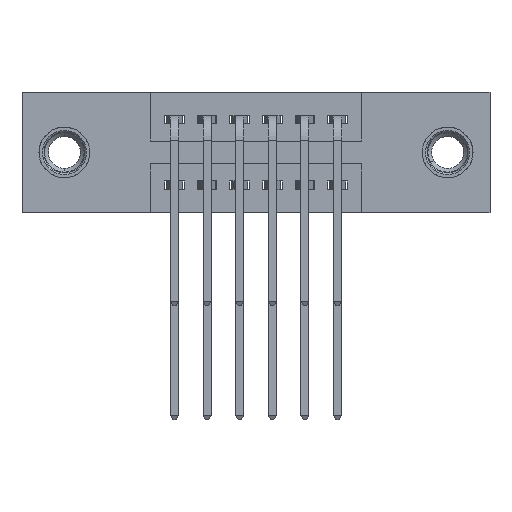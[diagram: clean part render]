
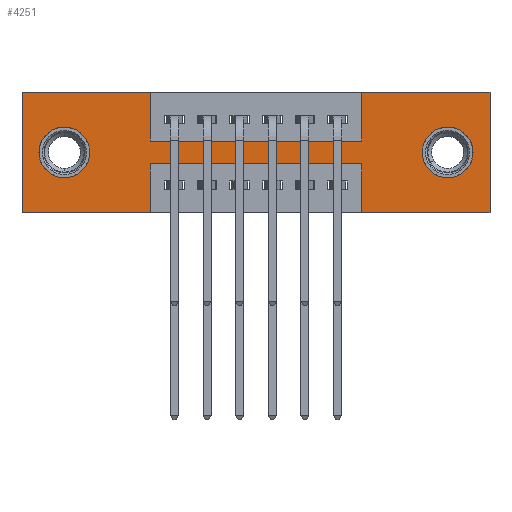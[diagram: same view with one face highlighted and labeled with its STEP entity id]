
A CAD part, front view. The second image highlights one B-rep face of the part: STEP entity #4251.
In plain terms, the highlighted planar face has unit normal (0, -1, 0).
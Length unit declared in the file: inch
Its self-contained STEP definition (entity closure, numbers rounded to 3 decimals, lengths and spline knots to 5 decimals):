
#5 = VECTOR ( 'NONE', #1660, 39.37008 ) ;
#12 = FACE_OUTER_BOUND ( 'NONE', #2853, .T. ) ;
#145 = VECTOR ( 'NONE', #2337, 39.37008 ) ;
#331 = DIRECTION ( 'NONE',  ( 0., 0., -1. ) ) ;
#375 = AXIS2_PLACEMENT_3D ( 'NONE', #2535, #10967, #1568 ) ;
#424 = VERTEX_POINT ( 'NONE', #1438 ) ;
#439 = DIRECTION ( 'NONE',  ( 0., 1., 0. ) ) ;
#546 = EDGE_CURVE ( 'NONE', #7644, #8132, #5783, .T. ) ;
#549 = ORIENTED_EDGE ( 'NONE', *, *, #718, .F. ) ;
#553 = VERTEX_POINT ( 'NONE', #2556 ) ;
#718 = EDGE_CURVE ( 'NONE', #12238, #424, #9541, .T. ) ;
#735 = CARTESIAN_POINT ( 'NONE',  ( 1.0425, 0., 0. ) ) ;
#748 = CARTESIAN_POINT ( 'NONE',  ( 1.0425, 0., 0. ) ) ;
#1197 = CARTESIAN_POINT ( 'NONE',  ( 1.305, 0., -0.107 ) ) ;
#1283 = CARTESIAN_POINT ( 'NONE',  ( 0., 0., 0. ) ) ;
#1417 = VERTEX_POINT ( 'NONE', #5809 ) ;
#1423 = ORIENTED_EDGE ( 'NONE', *, *, #4914, .F. ) ;
#1438 = CARTESIAN_POINT ( 'NONE',  ( 0.3925, 0., -0.22 ) ) ;
#1450 = CARTESIAN_POINT ( 'NONE',  ( 1.435, 0., 0. ) ) ;
#1507 = LINE ( 'NONE', #5960, #11416 ) ;
#1568 = DIRECTION ( 'NONE',  ( 0., 0., 1. ) ) ;
#1660 = DIRECTION ( 'NONE',  ( 0., 0., -1. ) ) ;
#1701 = DIRECTION ( 'NONE',  ( 0., 0., 1. ) ) ;
#1837 = LINE ( 'NONE', #12082, #4957 ) ;
#1903 = EDGE_CURVE ( 'NONE', #553, #6128, #5153, .T. ) ;
#1918 = PLANE ( 'NONE',  #6430 ) ;
#2273 = EDGE_CURVE ( 'NONE', #4328, #4219, #7868, .T. ) ;
#2337 = DIRECTION ( 'NONE',  ( 0., 0., -1. ) ) ;
#2466 = CARTESIAN_POINT ( 'NONE',  ( 0.13, 0., -0.185 ) ) ;
#2475 = CIRCLE ( 'NONE', #2892, 0.078 ) ;
#2535 = CARTESIAN_POINT ( 'NONE',  ( 0.13, 0., -0.185 ) ) ;
#2544 = CARTESIAN_POINT ( 'NONE',  ( 0., 0., -0.37 ) ) ;
#2556 = CARTESIAN_POINT ( 'NONE',  ( 0.13, 0., -0.263 ) ) ;
#2731 = VECTOR ( 'NONE', #6901, 39.37008 ) ;
#2853 = EDGE_LOOP ( 'NONE', ( #7201, #549, #9310, #8998, #1423, #4881, #6711, #5318, #3457, #4401, #7495, #3767 ) ) ;
#2892 = AXIS2_PLACEMENT_3D ( 'NONE', #2466, #7178, #11025 ) ;
#2928 = VERTEX_POINT ( 'NONE', #11558 ) ;
#3081 = DIRECTION ( 'NONE',  ( 0., -1., 0. ) ) ;
#3123 = DIRECTION ( 'NONE',  ( 0., 0., -1. ) ) ;
#3278 = EDGE_CURVE ( 'NONE', #2928, #5745, #5734, .T. ) ;
#3336 = LINE ( 'NONE', #2544, #7967 ) ;
#3457 = ORIENTED_EDGE ( 'NONE', *, *, #10773, .F. ) ;
#3740 = LINE ( 'NONE', #10080, #12285 ) ;
#3755 = ORIENTED_EDGE ( 'NONE', *, *, #3278, .T. ) ;
#3767 = ORIENTED_EDGE ( 'NONE', *, *, #5231, .F. ) ;
#4059 = LINE ( 'NONE', #11123, #8857 ) ;
#4219 = VERTEX_POINT ( 'NONE', #9470 ) ;
#4251 = ADVANCED_FACE ( 'NONE', ( #7375, #6158, #12 ), #1918, .T. ) ;
#4328 = VERTEX_POINT ( 'NONE', #7372 ) ;
#4401 = ORIENTED_EDGE ( 'NONE', *, *, #5780, .F. ) ;
#4522 = DIRECTION ( 'NONE',  ( 0., 0., 1. ) ) ;
#4537 = DIRECTION ( 'NONE',  ( 1., 0., 0. ) ) ;
#4830 = CARTESIAN_POINT ( 'NONE',  ( 1.0425, 0., -0.22 ) ) ;
#4881 = ORIENTED_EDGE ( 'NONE', *, *, #9517, .F. ) ;
#4914 = EDGE_CURVE ( 'NONE', #6934, #7835, #3740, .T. ) ;
#4957 = VECTOR ( 'NONE', #4537, 39.37008 ) ;
#5025 = AXIS2_PLACEMENT_3D ( 'NONE', #9043, #439, #7167 ) ;
#5153 = CIRCLE ( 'NONE', #375, 0.078 ) ;
#5172 = DIRECTION ( 'NONE',  ( 1., 0., 0. ) ) ;
#5231 = EDGE_CURVE ( 'NONE', #5856, #7644, #3336, .T. ) ;
#5305 = EDGE_CURVE ( 'NONE', #4219, #9100, #10632, .T. ) ;
#5318 = ORIENTED_EDGE ( 'NONE', *, *, #2273, .F. ) ;
#5358 = DIRECTION ( 'NONE',  ( -1., 0., 0. ) ) ;
#5365 = DIRECTION ( 'NONE',  ( 0., 1., 0. ) ) ;
#5543 = CARTESIAN_POINT ( 'NONE',  ( 0., 0., -0.37 ) ) ;
#5734 = CIRCLE ( 'NONE', #5025, 0.078 ) ;
#5745 = VERTEX_POINT ( 'NONE', #1197 ) ;
#5780 = EDGE_CURVE ( 'NONE', #8132, #9560, #8699, .T. ) ;
#5783 = LINE ( 'NONE', #8376, #11491 ) ;
#5809 = CARTESIAN_POINT ( 'NONE',  ( 1.0425, 0., -0.37 ) ) ;
#5856 = VERTEX_POINT ( 'NONE', #9078 ) ;
#5960 = CARTESIAN_POINT ( 'NONE',  ( 1.0425, 0., -0.37 ) ) ;
#6128 = VERTEX_POINT ( 'NONE', #11764 ) ;
#6158 = FACE_BOUND ( 'NONE', #6269, .T. ) ;
#6244 = VECTOR ( 'NONE', #10571, 39.37008 ) ;
#6269 = EDGE_LOOP ( 'NONE', ( #9413, #11454 ) ) ;
#6276 = DIRECTION ( 'NONE',  ( 0., 0., -1. ) ) ;
#6430 = AXIS2_PLACEMENT_3D ( 'NONE', #7896, #3081, #3123 ) ;
#6621 = EDGE_LOOP ( 'NONE', ( #7309, #3755 ) ) ;
#6711 = ORIENTED_EDGE ( 'NONE', *, *, #5305, .F. ) ;
#6901 = DIRECTION ( 'NONE',  ( 1., 0., 0. ) ) ;
#6934 = VERTEX_POINT ( 'NONE', #1450 ) ;
#7039 = EDGE_CURVE ( 'NONE', #7835, #1417, #4059, .T. ) ;
#7167 = DIRECTION ( 'NONE',  ( 0., 0., -1. ) ) ;
#7178 = DIRECTION ( 'NONE',  ( 0., 1., 0. ) ) ;
#7201 = ORIENTED_EDGE ( 'NONE', *, *, #10851, .F. ) ;
#7258 = CIRCLE ( 'NONE', #11344, 0.078 ) ;
#7288 = CARTESIAN_POINT ( 'NONE',  ( 0.3925, 0., 0. ) ) ;
#7309 = ORIENTED_EDGE ( 'NONE', *, *, #9532, .T. ) ;
#7372 = CARTESIAN_POINT ( 'NONE',  ( 0.3925, 0., -0.15 ) ) ;
#7375 = FACE_BOUND ( 'NONE', #6621, .T. ) ;
#7376 = CARTESIAN_POINT ( 'NONE',  ( 0., 0., 0. ) ) ;
#7398 = EDGE_CURVE ( 'NONE', #6128, #553, #2475, .T. ) ;
#7435 = DIRECTION ( 'NONE',  ( -1., 0., 0. ) ) ;
#7495 = ORIENTED_EDGE ( 'NONE', *, *, #546, .F. ) ;
#7644 = VERTEX_POINT ( 'NONE', #5543 ) ;
#7835 = VERTEX_POINT ( 'NONE', #10712 ) ;
#7868 = LINE ( 'NONE', #11572, #2731 ) ;
#7896 = CARTESIAN_POINT ( 'NONE',  ( 0., 0., -0.37 ) ) ;
#7967 = VECTOR ( 'NONE', #7435, 39.37008 ) ;
#8132 = VERTEX_POINT ( 'NONE', #7376 ) ;
#8376 = CARTESIAN_POINT ( 'NONE',  ( 0., 0., 0. ) ) ;
#8390 = CARTESIAN_POINT ( 'NONE',  ( 1.305, 0., -0.185 ) ) ;
#8699 = LINE ( 'NONE', #1283, #10924 ) ;
#8703 = CARTESIAN_POINT ( 'NONE',  ( 0.3925, 0., -0.22 ) ) ;
#8857 = VECTOR ( 'NONE', #5358, 39.37008 ) ;
#8998 = ORIENTED_EDGE ( 'NONE', *, *, #7039, .F. ) ;
#9043 = CARTESIAN_POINT ( 'NONE',  ( 1.305, 0., -0.185 ) ) ;
#9078 = CARTESIAN_POINT ( 'NONE',  ( 0.3925, 0., -0.37 ) ) ;
#9100 = VERTEX_POINT ( 'NONE', #748 ) ;
#9310 = ORIENTED_EDGE ( 'NONE', *, *, #10364, .F. ) ;
#9413 = ORIENTED_EDGE ( 'NONE', *, *, #7398, .T. ) ;
#9470 = CARTESIAN_POINT ( 'NONE',  ( 1.0425, 0., -0.15 ) ) ;
#9517 = EDGE_CURVE ( 'NONE', #9100, #6934, #1837, .T. ) ;
#9532 = EDGE_CURVE ( 'NONE', #5745, #2928, #7258, .T. ) ;
#9541 = LINE ( 'NONE', #8703, #6244 ) ;
#9560 = VERTEX_POINT ( 'NONE', #7288 ) ;
#10080 = CARTESIAN_POINT ( 'NONE',  ( 1.435, 0., 0. ) ) ;
#10364 = EDGE_CURVE ( 'NONE', #1417, #12238, #1507, .T. ) ;
#10571 = DIRECTION ( 'NONE',  ( -1., 0., 0. ) ) ;
#10632 = LINE ( 'NONE', #735, #11520 ) ;
#10712 = CARTESIAN_POINT ( 'NONE',  ( 1.435, 0., -0.37 ) ) ;
#10752 = DIRECTION ( 'NONE',  ( 0., 0., 1. ) ) ;
#10773 = EDGE_CURVE ( 'NONE', #9560, #4328, #11103, .T. ) ;
#10851 = EDGE_CURVE ( 'NONE', #424, #5856, #11993, .T. ) ;
#10924 = VECTOR ( 'NONE', #5172, 39.37008 ) ;
#10967 = DIRECTION ( 'NONE',  ( 0., 1., 0. ) ) ;
#11025 = DIRECTION ( 'NONE',  ( 0., 0., 1. ) ) ;
#11103 = LINE ( 'NONE', #11888, #145 ) ;
#11123 = CARTESIAN_POINT ( 'NONE',  ( 0., 0., -0.37 ) ) ;
#11344 = AXIS2_PLACEMENT_3D ( 'NONE', #8390, #5365, #6276 ) ;
#11416 = VECTOR ( 'NONE', #10752, 39.37008 ) ;
#11454 = ORIENTED_EDGE ( 'NONE', *, *, #1903, .T. ) ;
#11491 = VECTOR ( 'NONE', #4522, 39.37008 ) ;
#11520 = VECTOR ( 'NONE', #1701, 39.37008 ) ;
#11558 = CARTESIAN_POINT ( 'NONE',  ( 1.305, 0., -0.263 ) ) ;
#11572 = CARTESIAN_POINT ( 'NONE',  ( 0.3925, 0., -0.15 ) ) ;
#11764 = CARTESIAN_POINT ( 'NONE',  ( 0.13, 0., -0.107 ) ) ;
#11888 = CARTESIAN_POINT ( 'NONE',  ( 0.3925, 0., 0. ) ) ;
#11993 = LINE ( 'NONE', #12262, #5 ) ;
#12082 = CARTESIAN_POINT ( 'NONE',  ( 0., 0., 0. ) ) ;
#12238 = VERTEX_POINT ( 'NONE', #4830 ) ;
#12262 = CARTESIAN_POINT ( 'NONE',  ( 0.3925, 0., -0.37 ) ) ;
#12285 = VECTOR ( 'NONE', #331, 39.37008 ) ;
